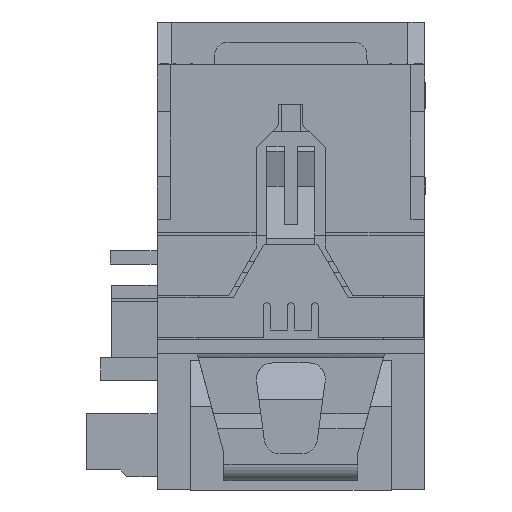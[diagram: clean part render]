
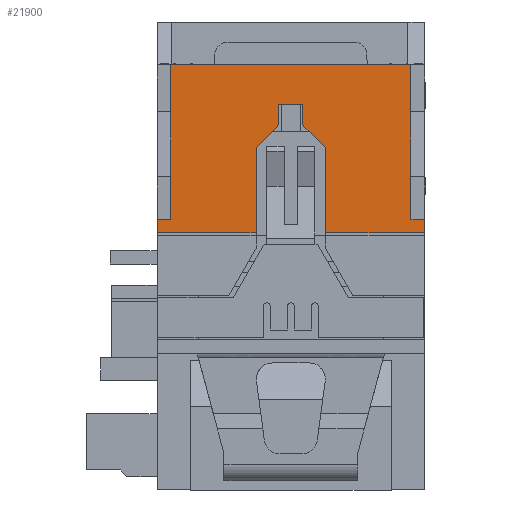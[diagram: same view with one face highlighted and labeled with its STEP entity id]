
A CAD part, front view. The second image highlights one B-rep face of the part: STEP entity #21900.
In plain terms, the highlighted planar face has unit normal (0, -1, 0).
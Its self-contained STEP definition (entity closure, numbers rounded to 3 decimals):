
#19203=FACE_OUTER_BOUND('',#27306,.T.);
#21900=ADVANCED_FACE('',(#19203),#24495,.T.);
#24495=PLANE('',#73373);
#27306=EDGE_LOOP('',(#35698,#35699,#35700,#35701,#35702,#35703,#35704,#35705,
#35706,#35707,#35708,#35709,#35710,#35711,#35712,#35713));
#35698=ORIENTED_EDGE('',*,*,#52528,.F.);
#35699=ORIENTED_EDGE('',*,*,#50339,.F.);
#35700=ORIENTED_EDGE('',*,*,#50345,.F.);
#35701=ORIENTED_EDGE('',*,*,#50348,.F.);
#35702=ORIENTED_EDGE('',*,*,#50355,.F.);
#35703=ORIENTED_EDGE('',*,*,#50360,.F.);
#35704=ORIENTED_EDGE('',*,*,#52521,.F.);
#35705=ORIENTED_EDGE('',*,*,#52903,.T.);
#35706=ORIENTED_EDGE('',*,*,#53041,.F.);
#35707=ORIENTED_EDGE('',*,*,#52571,.F.);
#35708=ORIENTED_EDGE('',*,*,#52994,.T.);
#35709=ORIENTED_EDGE('',*,*,#50155,.F.);
#35710=ORIENTED_EDGE('',*,*,#53042,.F.);
#35711=ORIENTED_EDGE('',*,*,#52546,.T.);
#35712=ORIENTED_EDGE('',*,*,#53040,.T.);
#35713=ORIENTED_EDGE('',*,*,#53043,.T.);
#45220=VERTEX_POINT('',#89413);
#45221=VERTEX_POINT('',#89415);
#45404=VERTEX_POINT('',#89782);
#45405=VERTEX_POINT('',#89784);
#45409=VERTEX_POINT('',#89794);
#45412=VERTEX_POINT('',#89801);
#45417=VERTEX_POINT('',#89814);
#45421=VERTEX_POINT('',#89824);
#46884=VERTEX_POINT('',#95295);
#46887=VERTEX_POINT('',#95306);
#46898=VERTEX_POINT('',#95343);
#46899=VERTEX_POINT('',#95345);
#46914=VERTEX_POINT('',#95386);
#46918=VERTEX_POINT('',#95394);
#47161=VERTEX_POINT('',#96054);
#47259=VERTEX_POINT('',#96324);
#50155=EDGE_CURVE('',#45220,#45221,#57409,.T.);
#50339=EDGE_CURVE('',#45404,#45405,#57519,.T.);
#50345=EDGE_CURVE('',#45409,#45404,#57525,.T.);
#50348=EDGE_CURVE('',#45412,#45409,#57528,.T.);
#50355=EDGE_CURVE('',#45417,#45412,#57535,.T.);
#50360=EDGE_CURVE('',#45421,#45417,#57540,.T.);
#52521=EDGE_CURVE('',#46884,#45421,#59410,.T.);
#52528=EDGE_CURVE('',#45405,#46887,#59417,.T.);
#52546=EDGE_CURVE('',#46899,#46898,#59435,.T.);
#52571=EDGE_CURVE('',#46918,#46914,#59460,.T.);
#52903=EDGE_CURVE('',#46884,#47161,#59700,.T.);
#52994=EDGE_CURVE('',#46918,#45221,#59767,.T.);
#53040=EDGE_CURVE('',#46898,#47259,#59797,.T.);
#53041=EDGE_CURVE('',#46914,#47161,#59798,.T.);
#53042=EDGE_CURVE('',#46899,#45220,#59799,.T.);
#53043=EDGE_CURVE('',#47259,#46887,#59800,.T.);
#57409=LINE('',#89414,#63454);
#57519=LINE('',#89783,#63564);
#57525=LINE('',#89795,#63570);
#57528=LINE('',#89802,#63573);
#57535=LINE('',#89815,#63580);
#57540=LINE('',#89825,#63585);
#59410=LINE('',#95296,#65477);
#59417=LINE('',#95309,#65484);
#59435=LINE('',#95344,#65502);
#59460=LINE('',#95395,#65527);
#59700=LINE('',#96055,#65767);
#59767=LINE('',#96235,#65834);
#59797=LINE('',#96325,#65864);
#59798=LINE('',#96327,#65865);
#59799=LINE('',#96328,#65866);
#59800=LINE('',#96329,#65867);
#63454=VECTOR('',#76200,1.);
#63564=VECTOR('',#76460,1.);
#63570=VECTOR('',#76468,1.);
#63573=VECTOR('',#76473,1.);
#63580=VECTOR('',#76482,1.);
#63585=VECTOR('',#76489,1.);
#65477=VECTOR('',#80247,1.);
#65484=VECTOR('',#80258,1.);
#65502=VECTOR('',#80290,1.);
#65527=VECTOR('',#80327,1.);
#65767=VECTOR('',#80921,1.);
#65834=VECTOR('',#81098,1.);
#65864=VECTOR('',#81168,1.);
#65865=VECTOR('',#81171,1.);
#65866=VECTOR('',#81172,1.);
#65867=VECTOR('',#81173,1.);
#73373=AXIS2_PLACEMENT_3D('',#96330,#81174,#81175);
#76200=DIRECTION('',(1.,0.,0.));
#76460=DIRECTION('',(-0.707,0.,-0.707));
#76468=DIRECTION('',(0.,0.,-1.));
#76473=DIRECTION('',(-1.,0.,0.));
#76482=DIRECTION('',(0.,0.,1.));
#76489=DIRECTION('',(-0.707,0.,0.707));
#80247=DIRECTION('',(0.,0.,1.));
#80258=DIRECTION('',(0.,0.,-1.));
#80290=DIRECTION('',(-1.,0.,0.));
#80327=DIRECTION('',(1.,0.,0.));
#80921=DIRECTION('',(1.,0.,0.));
#81098=DIRECTION('',(0.,0.,1.));
#81168=DIRECTION('',(0.,0.,-1.));
#81171=DIRECTION('',(0.,0.,-1.));
#81172=DIRECTION('',(0.,0.,1.));
#81173=DIRECTION('',(1.,0.,0.));
#81174=DIRECTION('',(0.,-1.,0.));
#81175=DIRECTION('',(0.,0.,-1.));
#89413=CARTESIAN_POINT('',(-9.233,-76.794,24.738));
#89414=CARTESIAN_POINT('',(-7.75,-76.794,24.738));
#89415=CARTESIAN_POINT('',(8.733,-76.794,24.738));
#89782=CARTESIAN_POINT('',(-1.15,-76.794,20.238));
#89783=CARTESIAN_POINT('',(-1.15,-76.794,20.238));
#89784=CARTESIAN_POINT('',(-2.85,-76.794,18.538));
#89794=CARTESIAN_POINT('',(-1.15,-76.794,21.738));
#89795=CARTESIAN_POINT('',(-1.15,-76.794,21.738));
#89801=CARTESIAN_POINT('',(0.65,-76.794,21.738));
#89802=CARTESIAN_POINT('',(0.65,-76.794,21.738));
#89814=CARTESIAN_POINT('',(0.65,-76.794,20.238));
#89815=CARTESIAN_POINT('',(0.65,-76.794,20.238));
#89824=CARTESIAN_POINT('',(2.35,-76.794,18.538));
#89825=CARTESIAN_POINT('',(2.35,-76.794,18.538));
#95295=CARTESIAN_POINT('',(2.35,-76.794,12.188));
#95296=CARTESIAN_POINT('',(2.35,-76.794,11.988));
#95306=CARTESIAN_POINT('',(-2.85,-76.794,12.188));
#95309=CARTESIAN_POINT('',(-2.85,-76.794,18.538));
#95343=CARTESIAN_POINT('',(-10.25,-76.794,13.188));
#95344=CARTESIAN_POINT('',(-6.733,-76.794,13.188));
#95345=CARTESIAN_POINT('',(-9.233,-76.794,13.188));
#95386=CARTESIAN_POINT('',(9.75,-76.794,13.188));
#95394=CARTESIAN_POINT('',(8.733,-76.794,13.188));
#95395=CARTESIAN_POINT('',(6.233,-76.794,13.188));
#96054=CARTESIAN_POINT('',(9.75,-76.794,12.188));
#96055=CARTESIAN_POINT('',(-7.75,-76.794,12.188));
#96235=CARTESIAN_POINT('',(8.733,-76.794,13.188));
#96324=CARTESIAN_POINT('',(-10.25,-76.794,12.188));
#96325=CARTESIAN_POINT('',(-10.25,-76.794,24.738));
#96327=CARTESIAN_POINT('',(9.75,-76.794,24.738));
#96328=CARTESIAN_POINT('',(-9.233,-76.794,13.188));
#96329=CARTESIAN_POINT('',(-7.75,-76.794,12.188));
#96330=CARTESIAN_POINT('',(-7.75,-76.794,24.738));
